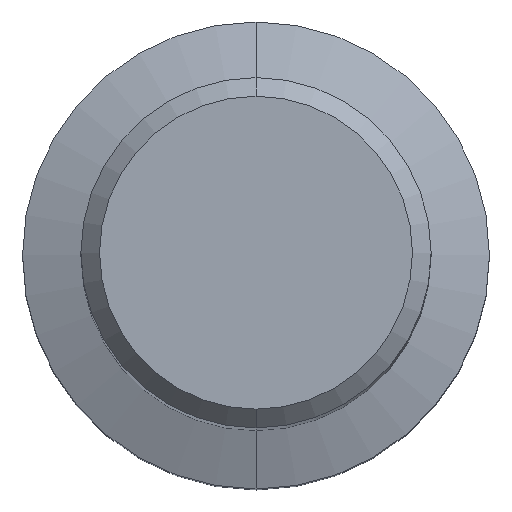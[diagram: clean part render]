
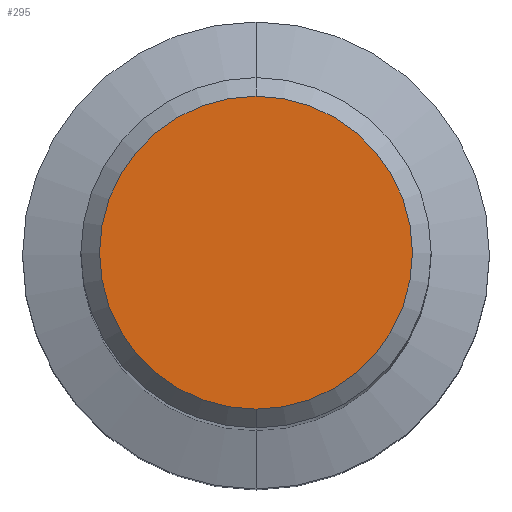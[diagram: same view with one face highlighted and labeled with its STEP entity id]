
A CAD part, top view. The second image highlights one B-rep face of the part: STEP entity #295.
In plain terms, the highlighted planar face has unit normal (0, 0, 1).
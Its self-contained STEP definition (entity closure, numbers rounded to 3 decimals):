
#127=VERTEX_POINT('',#326);
#231=EDGE_CURVE('',#279,#127,#448,.T.);
#251=EDGE_CURVE('',#127,#279,#469,.T.);
#279=VERTEX_POINT('',#498);
#295=ADVANCED_FACE('',(#516),#517,.T.);
#326=CARTESIAN_POINT('',(0.0,6.7,0.0));
#448=CIRCLE('',#696,6.7);
#469=CIRCLE('',#726,6.7);
#498=CARTESIAN_POINT('',(0.,-6.7,0.0));
#516=FACE_OUTER_BOUND('',#788,.T.);
#517=PLANE('',#789);
#696=AXIS2_PLACEMENT_3D('',#977,#978,#979);
#726=AXIS2_PLACEMENT_3D('',#997,#998,#999);
#788=EDGE_LOOP('',(#1049,#1050));
#789=AXIS2_PLACEMENT_3D('',#1051,#1052,#1053);
#977=CARTESIAN_POINT('',(0.0,0.0,0.0));
#978=DIRECTION('',(0.0,0.0,-1.0));
#979=DIRECTION('',(0.0,1.0,0.0));
#997=CARTESIAN_POINT('',(0.0,0.0,0.0));
#998=DIRECTION('',(0.0,0.0,-1.0));
#999=DIRECTION('',(0.0,1.0,0.0));
#1049=ORIENTED_EDGE('',*,*,#251,.F.);
#1050=ORIENTED_EDGE('',*,*,#231,.F.);
#1051=CARTESIAN_POINT('',(0.0,3.35,0.0));
#1052=DIRECTION('',(-0.0,0.0,1.0));
#1053=DIRECTION('',(0.0,-1.0,0.0));
